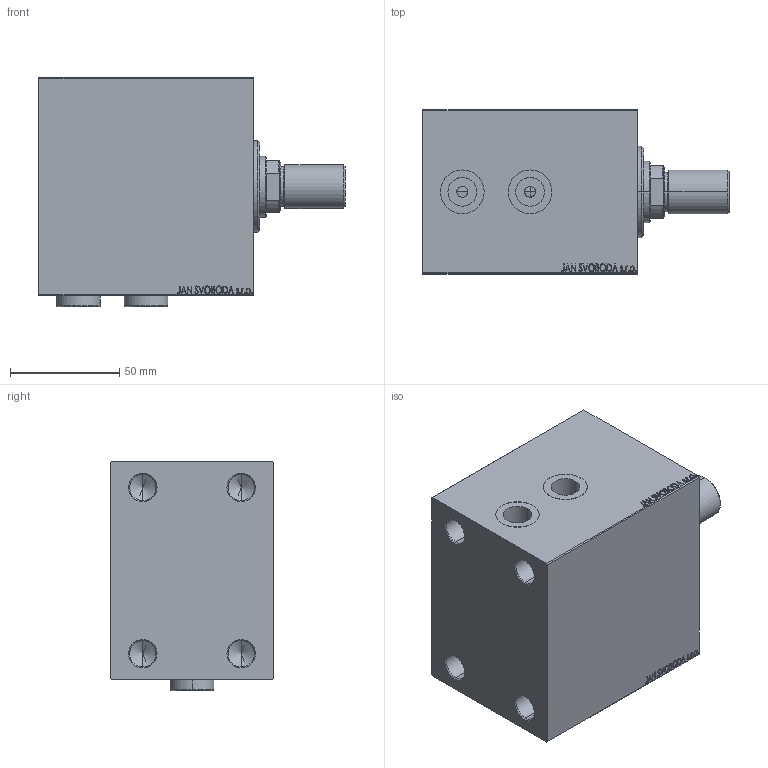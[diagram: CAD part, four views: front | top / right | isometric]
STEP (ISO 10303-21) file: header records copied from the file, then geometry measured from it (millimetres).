
FILE_DESCRIPTION (( 'STEP AP203' ), '1' );
FILE_NAME ('cdc2.STEP', '2023-01-16T16:32:30', ( '' ), ( '' ), 'SwSTEP 2.0', 'SolidWorks 2019', '' );
FILE_SCHEMA (( 'CONFIG_CONTROL_DESIGN' ));
Length unit declared in the file: millimetre
Products named in the file (6): V450CP_VC_B 9fdbd5c9094e7d36afa61d16ab82ae39; V450CP_B_VCP 9fdbd5c9094e7d36afa61d16ab82ae39; V450CM_MALE_METRIC 9fdbd5c9094e7d36afa61d16ab82ae39; PLUG 9fdbd5c9094e7d36afa61d16ab82ae39; cdc2; V450CP_B 9fdbd5c9094e7d36afa61d16ab82ae39
Assembly tree (6 placements, depth 2):
  cdc2
    V450CP_B 9fdbd5c9094e7d36afa61d16ab82ae39
    V450CP_B_VCP 9fdbd5c9094e7d36afa61d16ab82ae39
    V450CP_VC_B 9fdbd5c9094e7d36afa61d16ab82ae39
    V450CM_MALE_METRIC 9fdbd5c9094e7d36afa61d16ab82ae39
    PLUG 9fdbd5c9094e7d36afa61d16ab82ae39  x2
Bounding box: 140 x 75 x 104.9 mm (x, y, z)
Volume: 713068 mm3; surface area: 109705.6 mm2
Topology: 6 solids, 6 shells, 973 faces, 2452 edges, 1597 vertices
Faces by surface type: plane 445, bspline 380, cylinder 88, cone 54, torus 6
Entity records: 46762 total; most frequent: CARTESIAN_POINT 25692, ORIENTED_EDGE 4788, DIRECTION 2990, EDGE_CURVE 2394, VERTEX_POINT 1573, VECTOR 1404, LINE 1404, EDGE_LOOP 1087
